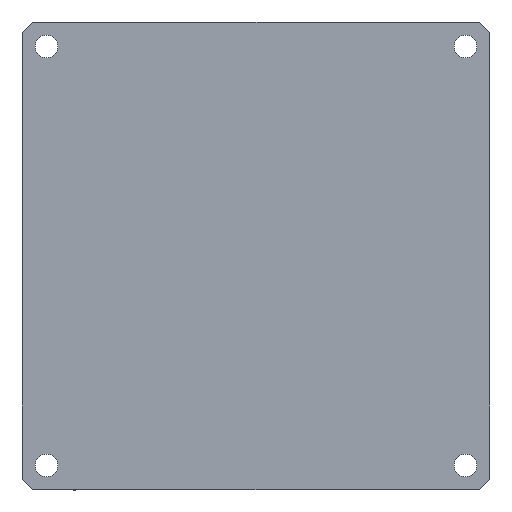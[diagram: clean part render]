
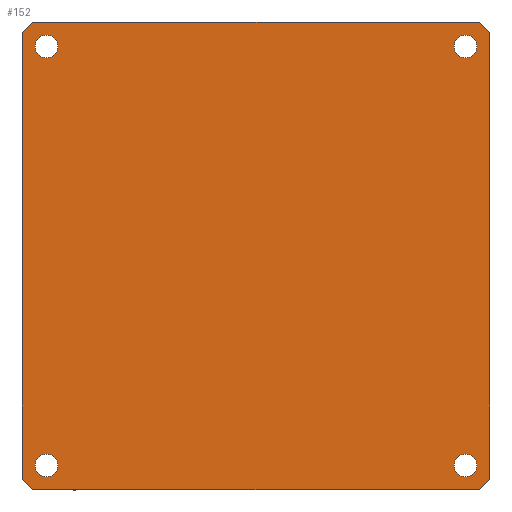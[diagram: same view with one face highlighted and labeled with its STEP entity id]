
A CAD part, top view. The second image highlights one B-rep face of the part: STEP entity #152.
In plain terms, the highlighted planar face has unit normal (0, 0, 1).
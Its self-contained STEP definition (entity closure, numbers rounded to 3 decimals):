
#152 = ADVANCED_FACE( '', ( #380, #381, #382, #383, #384 ), #385, .T. );
#380 = FACE_OUTER_BOUND( '', #714, .T. );
#381 = FACE_BOUND( '', #715, .T. );
#382 = FACE_BOUND( '', #716, .T. );
#383 = FACE_BOUND( '', #717, .T. );
#384 = FACE_BOUND( '', #718, .T. );
#385 = PLANE( '', #719 );
#714 = EDGE_LOOP( '', ( #1151, #1152, #1153, #1154, #1155, #1156, #1157, #1158 ) );
#715 = EDGE_LOOP( '', ( #1159 ) );
#716 = EDGE_LOOP( '', ( #1160 ) );
#717 = EDGE_LOOP( '', ( #1161 ) );
#718 = EDGE_LOOP( '', ( #1162 ) );
#719 = AXIS2_PLACEMENT_3D( '', #1163, #1164, #1165 );
#1151 = ORIENTED_EDGE( '', *, *, #1845, .F. );
#1152 = ORIENTED_EDGE( '', *, *, #1743, .F. );
#1153 = ORIENTED_EDGE( '', *, *, #1846, .F. );
#1154 = ORIENTED_EDGE( '', *, *, #1847, .F. );
#1155 = ORIENTED_EDGE( '', *, *, #1848, .F. );
#1156 = ORIENTED_EDGE( '', *, *, #1815, .F. );
#1157 = ORIENTED_EDGE( '', *, *, #1820, .F. );
#1158 = ORIENTED_EDGE( '', *, *, #1849, .F. );
#1159 = ORIENTED_EDGE( '', *, *, #1850, .T. );
#1160 = ORIENTED_EDGE( '', *, *, #1851, .T. );
#1161 = ORIENTED_EDGE( '', *, *, #1852, .T. );
#1162 = ORIENTED_EDGE( '', *, *, #1853, .T. );
#1163 = CARTESIAN_POINT( '', ( -37., -57., 84. ) );
#1164 = DIRECTION( '', ( 0., 0., 1. ) );
#1165 = DIRECTION( '', ( -1., 0., 0. ) );
#1743 = EDGE_CURVE( '', #2036, #2038, #2039, .T. );
#1815 = EDGE_CURVE( '', #2162, #2164, #2165, .T. );
#1820 = EDGE_CURVE( '', #2170, #2162, #2172, .T. );
#1845 = EDGE_CURVE( '', #2038, #2209, #2210, .T. );
#1846 = EDGE_CURVE( '', #2211, #2036, #2212, .T. );
#1847 = EDGE_CURVE( '', #2213, #2211, #2214, .T. );
#1848 = EDGE_CURVE( '', #2164, #2213, #2215, .T. );
#1849 = EDGE_CURVE( '', #2209, #2170, #2216, .T. );
#1850 = EDGE_CURVE( '', #2217, #2217, #2218, .F. );
#1851 = EDGE_CURVE( '', #2219, #2219, #2220, .F. );
#1852 = EDGE_CURVE( '', #2221, #2221, #2222, .F. );
#1853 = EDGE_CURVE( '', #2223, #2223, #2224, .F. );
#2036 = VERTEX_POINT( '', #2462 );
#2038 = VERTEX_POINT( '', #2465 );
#2039 = LINE( '', #2466, #2467 );
#2162 = VERTEX_POINT( '', #2633 );
#2164 = VERTEX_POINT( '', #2636 );
#2165 = LINE( '', #2637, #2638 );
#2170 = VERTEX_POINT( '', #2645 );
#2172 = LINE( '', #2648, #2649 );
#2209 = VERTEX_POINT( '', #2731 );
#2210 = LINE( '', #2732, #2733 );
#2211 = VERTEX_POINT( '', #2734 );
#2212 = LINE( '', #2735, #2736 );
#2213 = VERTEX_POINT( '', #2737 );
#2214 = LINE( '', #2738, #2739 );
#2215 = LINE( '', #2740, #2741 );
#2216 = LINE( '', #2742, #2743 );
#2217 = VERTEX_POINT( '', #2744 );
#2218 = CIRCLE( '', #2745, 2.075 );
#2219 = VERTEX_POINT( '', #2746 );
#2220 = CIRCLE( '', #2747, 2.075 );
#2221 = VERTEX_POINT( '', #2748 );
#2222 = CIRCLE( '', #2749, 2.075 );
#2223 = VERTEX_POINT( '', #2750 );
#2224 = CIRCLE( '', #2751, 2.075 );
#2462 = CARTESIAN_POINT( '', ( 41., 43., 84. ) );
#2465 = CARTESIAN_POINT( '', ( 43., 41., 84. ) );
#2466 = CARTESIAN_POINT( '', ( 43., 41., 84. ) );
#2467 = VECTOR( '', #3101, 1000. );
#2633 = CARTESIAN_POINT( '', ( -41., -43., 84. ) );
#2636 = CARTESIAN_POINT( '', ( -43., -41., 84. ) );
#2637 = CARTESIAN_POINT( '', ( -43., -41., 84. ) );
#2638 = VECTOR( '', #3188, 1000. );
#2645 = CARTESIAN_POINT( '', ( 41., -43., 84. ) );
#2648 = CARTESIAN_POINT( '', ( -41., -43., 84. ) );
#2649 = VECTOR( '', #3192, 1000. );
#2731 = CARTESIAN_POINT( '', ( 43., -41., 84. ) );
#2732 = CARTESIAN_POINT( '', ( 43., -41., 84. ) );
#2733 = VECTOR( '', #3215, 1000. );
#2734 = CARTESIAN_POINT( '', ( -41., 43., 84. ) );
#2735 = CARTESIAN_POINT( '', ( 41., 43., 84. ) );
#2736 = VECTOR( '', #3216, 1000. );
#2737 = CARTESIAN_POINT( '', ( -43., 41., 84. ) );
#2738 = CARTESIAN_POINT( '', ( -41., 43., 84. ) );
#2739 = VECTOR( '', #3217, 1000. );
#2740 = CARTESIAN_POINT( '', ( -43., 41., 84. ) );
#2741 = VECTOR( '', #3218, 1000. );
#2742 = CARTESIAN_POINT( '', ( 41., -43., 84. ) );
#2743 = VECTOR( '', #3219, 1000. );
#2744 = CARTESIAN_POINT( '', ( 40.575, 38.5, 84. ) );
#2745 = AXIS2_PLACEMENT_3D( '', #3220, #3221, #3222 );
#2746 = CARTESIAN_POINT( '', ( -36.425, -38.5, 84. ) );
#2747 = AXIS2_PLACEMENT_3D( '', #3223, #3224, #3225 );
#2748 = CARTESIAN_POINT( '', ( 40.575, -38.5, 84. ) );
#2749 = AXIS2_PLACEMENT_3D( '', #3226, #3227, #3228 );
#2750 = CARTESIAN_POINT( '', ( -36.425, 38.5, 84. ) );
#2751 = AXIS2_PLACEMENT_3D( '', #3229, #3230, #3231 );
#3101 = DIRECTION( '', ( 0.707, -0.707, 0. ) );
#3188 = DIRECTION( '', ( -0.707, 0.707, 0. ) );
#3192 = DIRECTION( '', ( -1., 0., 0. ) );
#3215 = DIRECTION( '', ( 0., -1., 0. ) );
#3216 = DIRECTION( '', ( 1., 0., 0. ) );
#3217 = DIRECTION( '', ( 0.707, 0.707, 0. ) );
#3218 = DIRECTION( '', ( 0., 1., 0. ) );
#3219 = DIRECTION( '', ( -0.707, -0.707, 0. ) );
#3220 = CARTESIAN_POINT( '', ( 38.5, 38.5, 84. ) );
#3221 = DIRECTION( '', ( 0., 0., 1. ) );
#3222 = DIRECTION( '', ( 1., 0., 0. ) );
#3223 = CARTESIAN_POINT( '', ( -38.5, -38.5, 84. ) );
#3224 = DIRECTION( '', ( 0., 0., 1. ) );
#3225 = DIRECTION( '', ( 1., 0., 0. ) );
#3226 = CARTESIAN_POINT( '', ( 38.5, -38.5, 84. ) );
#3227 = DIRECTION( '', ( 0., 0., 1. ) );
#3228 = DIRECTION( '', ( 1., 0., 0. ) );
#3229 = CARTESIAN_POINT( '', ( -38.5, 38.5, 84. ) );
#3230 = DIRECTION( '', ( 0., 0., 1. ) );
#3231 = DIRECTION( '', ( 1., 0., 0. ) );
